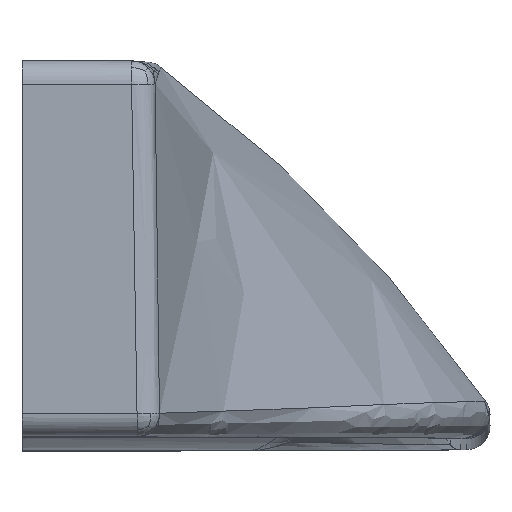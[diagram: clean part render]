
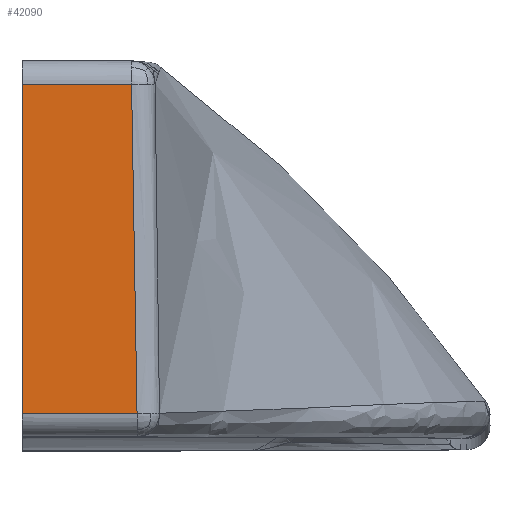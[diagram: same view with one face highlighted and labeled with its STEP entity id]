
A CAD part, top view. The second image highlights one B-rep face of the part: STEP entity #42090.
In plain terms, the highlighted face is planar.
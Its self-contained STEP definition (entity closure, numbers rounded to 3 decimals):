
#2230=CARTESIAN_POINT('',(326.,-19.,-5.));
#2240=VERTEX_POINT('',#2230);
#2270=CARTESIAN_POINT('',(326.,-19.,0.));
#2280=DIRECTION('',(0.,0.,-1.));
#2290=VECTOR('',#2280,1.);
#2300=LINE('',#2270,#2290);
#2310=CARTESIAN_POINT('',(326.,-19.,-9.894));
#2320=VERTEX_POINT('',#2310);
#2330=EDGE_CURVE('',#2240,#2320,#2300,.T.);
#31860=CARTESIAN_POINT('',(326.,-5.,-9.661));
#31870=VERTEX_POINT('',#31860);
#32000=CARTESIAN_POINT('',(326.,-5.,0.))
;
#32010=DIRECTION('',(0.,0.,-1.));
#32020=VECTOR('',#32010,1.);
#32030=LINE('',#32000,#32020);
#32040=CARTESIAN_POINT('',(326.,-5.,-5.));
#32050=VERTEX_POINT('',#32040);
#32060=EDGE_CURVE('',#32050,#31870,#32030,.T.);
#35510=CARTESIAN_POINT('',(326.,-20.,-5.));
#35520=DIRECTION('',(0.,1.,0.));
#35530=VECTOR('',#35520,1.);
#35540=LINE('',#35510,#35530);
#35550=EDGE_CURVE('',#2240,#32050,#35540,.T.);
#39890=CARTESIAN_POINT('',(326.,-19.,-9.894));
#39900=CARTESIAN_POINT('',(326.,-18.181,-9.888));
#39910=CARTESIAN_POINT('',(326.,-17.362,-9.881));
#39920=CARTESIAN_POINT('',(326.,-15.028,-9.857));
#39930=CARTESIAN_POINT('',(326.,-13.514,-9.836));
#39940=CARTESIAN_POINT('',(326.,-9.666,-9.773));
#39950=CARTESIAN_POINT('',(326.,-7.333,-9.724));
#39960=CARTESIAN_POINT('',(326.,-5.,-9.661));
#39970=B_SPLINE_CURVE_WITH_KNOTS('',3,(#39890,#39900,#39910,#39920,
#39930,#39940,#39950,#39960),.UNSPECIFIED.,.F.,.F.,(4,2,2,4),(
3.043,5.502,10.048,17.057),
.UNSPECIFIED.);
#39980=EDGE_CURVE('',#2320,#31870,#39970,.T.);
#41980=CARTESIAN_POINT('',(326.,-12.,-7.817));
#41990=DIRECTION('',(-1.,0.,0.));
#42000=DIRECTION('',(0.,-1.,0.));
#42010=AXIS2_PLACEMENT_3D('',#41980,#41990,#42000);
#42020=PLANE('',#42010);
#42030=ORIENTED_EDGE('',*,*,#39980,.T.);
#42040=ORIENTED_EDGE('',*,*,#2330,.T.);
#42050=ORIENTED_EDGE('',*,*,#35550,.F.);
#42060=ORIENTED_EDGE('',*,*,#32060,.F.);
#42070=EDGE_LOOP('',(#42060,#42050,#42040,#42030));
#42080=FACE_OUTER_BOUND('',#42070,.T.);
#42090=ADVANCED_FACE('',(#42080),#42020,.F.);
